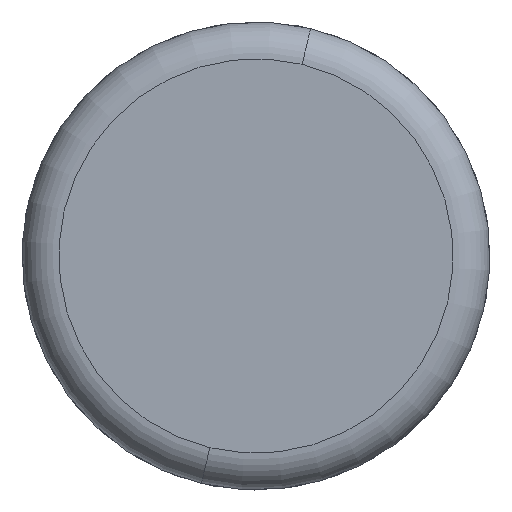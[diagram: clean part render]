
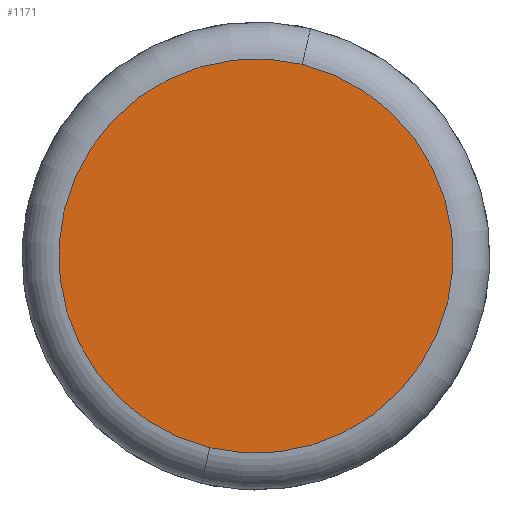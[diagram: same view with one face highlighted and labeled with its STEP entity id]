
A CAD part, front view. The second image highlights one B-rep face of the part: STEP entity #1171.
In plain terms, the highlighted planar face has unit normal (0, -1, 0).
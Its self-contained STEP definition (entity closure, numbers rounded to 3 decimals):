
#21 = ORIENTED_EDGE ( 'NONE', *, *, #646, .F. ) ;
#28 = EDGE_CURVE ( 'NONE', #708, #370, #511, .T. ) ;
#91 = EDGE_LOOP ( 'NONE', ( #262, #21 ) ) ;
#103 = AXIS2_PLACEMENT_3D ( 'NONE', #637, #185, #650 ) ;
#140 = CIRCLE ( 'NONE', #741, 2.675 ) ;
#167 = DIRECTION ( 'NONE',  ( -0.234, 0., -0.972 ) ) ;
#185 = DIRECTION ( 'NONE',  ( 0., 1., 0. ) ) ;
#235 = DIRECTION ( 'NONE',  ( 0., 0., -1. ) ) ;
#262 = ORIENTED_EDGE ( 'NONE', *, *, #28, .F. ) ;
#332 = AXIS2_PLACEMENT_3D ( 'NONE', #581, #946, #235 ) ;
#351 = CARTESIAN_POINT ( 'NONE',  ( 0., -12.7, 0. ) ) ;
#370 = VERTEX_POINT ( 'NONE', #406 ) ;
#406 = CARTESIAN_POINT ( 'NONE',  ( 0.625, -12.7, 2.601 ) ) ;
#505 = FACE_OUTER_BOUND ( 'NONE', #91, .T. ) ;
#511 = CIRCLE ( 'NONE', #103, 2.675 ) ;
#581 = CARTESIAN_POINT ( 'NONE',  ( 0., -12.7, 0. ) ) ;
#637 = CARTESIAN_POINT ( 'NONE',  ( 0., -12.7, 0. ) ) ;
#646 = EDGE_CURVE ( 'NONE', #370, #708, #140, .T. ) ;
#650 = DIRECTION ( 'NONE',  ( -0.234, 0., -0.972 ) ) ;
#708 = VERTEX_POINT ( 'NONE', #900 ) ;
#741 = AXIS2_PLACEMENT_3D ( 'NONE', #351, #1183, #167 ) ;
#900 = CARTESIAN_POINT ( 'NONE',  ( -0.625, -12.7, -2.601 ) ) ;
#946 = DIRECTION ( 'NONE',  ( 0., 1., 0. ) ) ;
#1031 = PLANE ( 'NONE',  #332 ) ;
#1171 = ADVANCED_FACE ( 'NONE', ( #505 ), #1031, .F. ) ;
#1183 = DIRECTION ( 'NONE',  ( 0., 1., 0. ) ) ;
